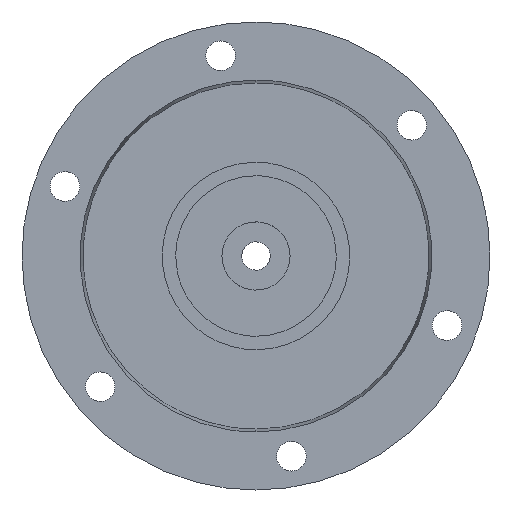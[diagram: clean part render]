
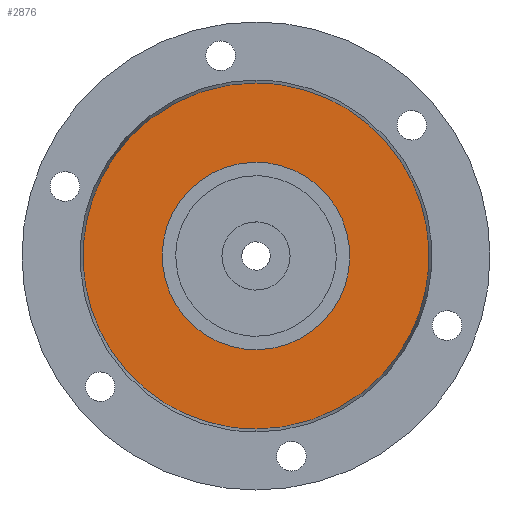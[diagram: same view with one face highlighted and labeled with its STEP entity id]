
A CAD part, left-side view. The second image highlights one B-rep face of the part: STEP entity #2876.
In plain terms, the highlighted free-form (B-spline) face has degree [1, 1] with [2, 2] control points.
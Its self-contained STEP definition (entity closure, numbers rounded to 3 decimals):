
#1246 = VERTEX_POINT('',#1247);
#1247 = CARTESIAN_POINT('',(-118.505,234.278,
    553.201));
#1254 = VERTEX_POINT('',#1255);
#1255 = CARTESIAN_POINT('',(-118.505,234.278,
    234.655));
#1260 = EDGE_CURVE('',#1254,#1246,#1261,.T.);
#1261 = ( BOUNDED_CURVE() B_SPLINE_CURVE(2,(#1262,#1263,#1264,#1265,
#1266),.UNSPECIFIED.,.F.,.F.) B_SPLINE_CURVE_WITH_KNOTS((3,2,3),(
    3.142,4.712,6.283),
.PIECEWISE_BEZIER_KNOTS.) CURVE() GEOMETRIC_REPRESENTATION_ITEM() 
RATIONAL_B_SPLINE_CURVE((1.,0.707,1.,0.707,1.)) 
REPRESENTATION_ITEM('') );
#1262 = CARTESIAN_POINT('',(-118.505,234.278,
    234.655));
#1263 = CARTESIAN_POINT('',(-118.505,75.005,
    234.655));
#1264 = CARTESIAN_POINT('',(-118.505,75.005,
    393.928));
#1265 = CARTESIAN_POINT('',(-118.505,75.005,
    553.201));
#1266 = CARTESIAN_POINT('',(-118.505,234.278,
    553.201));
#1285 = VERTEX_POINT('',#1286);
#1286 = CARTESIAN_POINT('',(-118.505,234.278,
    480.226));
#1291 = EDGE_CURVE('',#1292,#1285,#1294,.T.);
#1292 = VERTEX_POINT('',#1293);
#1293 = CARTESIAN_POINT('',(-118.505,234.278,
    307.63));
#1294 = ( BOUNDED_CURVE() B_SPLINE_CURVE(2,(#1295,#1296,#1297,#1298,
#1299),.UNSPECIFIED.,.F.,.F.) B_SPLINE_CURVE_WITH_KNOTS((3,2,3),(
    3.142,4.712,6.283),
.PIECEWISE_BEZIER_KNOTS.) CURVE() GEOMETRIC_REPRESENTATION_ITEM() 
RATIONAL_B_SPLINE_CURVE((1.,0.707,1.,0.707,1.)) 
REPRESENTATION_ITEM('') );
#1295 = CARTESIAN_POINT('',(-118.505,234.278,
    307.63));
#1296 = CARTESIAN_POINT('',(-118.505,147.98,
    307.63));
#1297 = CARTESIAN_POINT('',(-118.505,147.98,
    393.928));
#1298 = CARTESIAN_POINT('',(-118.505,147.98,
    480.226));
#1299 = CARTESIAN_POINT('',(-118.505,234.278,
    480.226));
#2855 = EDGE_CURVE('',#1285,#1292,#2856,.T.);
#2856 = ( BOUNDED_CURVE() B_SPLINE_CURVE(2,(#2857,#2858,#2859,#2860,
#2861),.UNSPECIFIED.,.F.,.F.) B_SPLINE_CURVE_WITH_KNOTS((3,2,3),(0.,
1.571,3.142),.PIECEWISE_BEZIER_KNOTS.) CURVE() 
GEOMETRIC_REPRESENTATION_ITEM() RATIONAL_B_SPLINE_CURVE((1.,
0.707,1.,0.707,1.)) REPRESENTATION_ITEM('') );
#2857 = CARTESIAN_POINT('',(-118.505,234.278,
    480.226));
#2858 = CARTESIAN_POINT('',(-118.505,320.576,
    480.226));
#2859 = CARTESIAN_POINT('',(-118.505,320.576,
    393.928));
#2860 = CARTESIAN_POINT('',(-118.505,320.576,
    307.63));
#2861 = CARTESIAN_POINT('',(-118.505,234.278,
    307.63));
#2876 = ADVANCED_FACE('',(#2877,#2881),#2892,.F.);
#2877 = FACE_BOUND('',#2878,.T.);
#2878 = EDGE_LOOP('',(#2879,#2880));
#2879 = ORIENTED_EDGE('',*,*,#2855,.F.);
#2880 = ORIENTED_EDGE('',*,*,#1291,.F.);
#2881 = FACE_BOUND('',#2882,.T.);
#2882 = EDGE_LOOP('',(#2883,#2891));
#2883 = ORIENTED_EDGE('',*,*,#2884,.T.);
#2884 = EDGE_CURVE('',#1246,#1254,#2885,.T.);
#2885 = ( BOUNDED_CURVE() B_SPLINE_CURVE(2,(#2886,#2887,#2888,#2889,
#2890),.UNSPECIFIED.,.F.,.F.) B_SPLINE_CURVE_WITH_KNOTS((3,2,3),(0.,
1.571,3.142),.PIECEWISE_BEZIER_KNOTS.) CURVE() 
GEOMETRIC_REPRESENTATION_ITEM() RATIONAL_B_SPLINE_CURVE((1.,
0.707,1.,0.707,1.)) REPRESENTATION_ITEM('') );
#2886 = CARTESIAN_POINT('',(-118.505,234.278,
    553.201));
#2887 = CARTESIAN_POINT('',(-118.505,393.551,
    553.201));
#2888 = CARTESIAN_POINT('',(-118.505,393.551,
    393.928));
#2889 = CARTESIAN_POINT('',(-118.505,393.551,
    234.655));
#2890 = CARTESIAN_POINT('',(-118.505,234.278,
    234.655));
#2891 = ORIENTED_EDGE('',*,*,#1260,.T.);
#2892 = B_SPLINE_SURFACE_WITH_KNOTS('',1,1,(
    (#2893,#2894)
    ,(#2895,#2896
  )),.UNSPECIFIED.,.F.,.F.,.F.,(2,2),(2,2),(-140.5,140.5),(-281.,0.),
  .PIECEWISE_BEZIER_KNOTS.);
#2893 = CARTESIAN_POINT('',(-118.505,75.005,
    553.201));
#2894 = CARTESIAN_POINT('',(-118.505,393.551,
    553.201));
#2895 = CARTESIAN_POINT('',(-118.505,75.005,
    234.655));
#2896 = CARTESIAN_POINT('',(-118.505,393.551,
    234.655));
